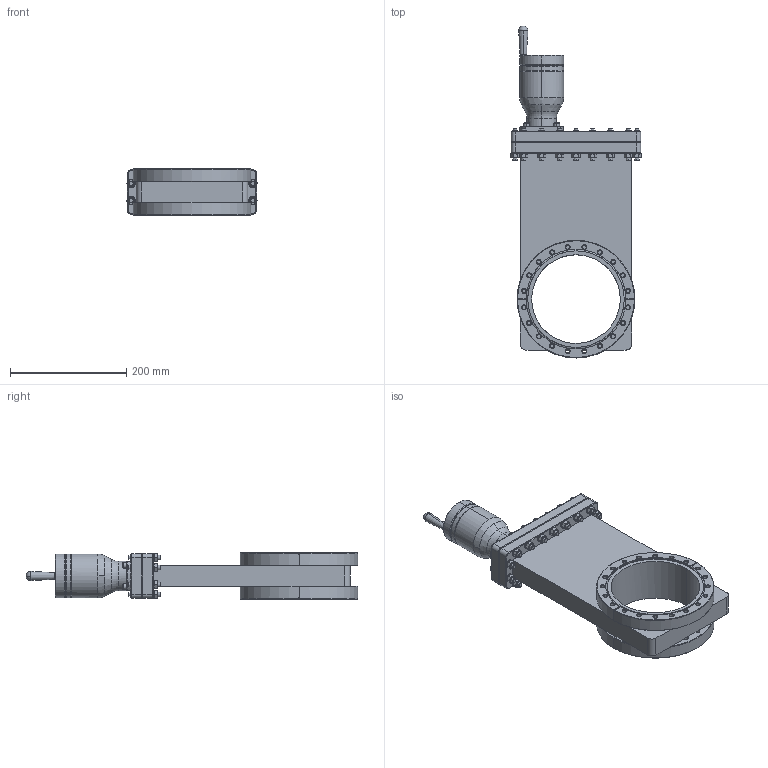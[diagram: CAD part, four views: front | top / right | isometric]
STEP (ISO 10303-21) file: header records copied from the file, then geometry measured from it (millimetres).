
FILE_DESCRIPTION (( 'STEP AP203' ), '1' );
FILE_NAME ('GVM-S10600.STEP', '2023-06-28T17:01:45', ( '' ), ( '' ), 'SwSTEP 2.0', 'SolidWorks 2020', '' );
FILE_SCHEMA (( 'CONFIG_CONTROL_DESIGN' ));
Length unit declared in the file: inch
Products named in the file (1): GVM-S10600
Bounding box: 224.01 x 571.3 x 80.39 mm (x, y, z)
Volume: 3405819 mm3; surface area: 319270.7 mm2
Topology: 1 solids, 1 shells, 1426 faces, 3501 edges, 2192 vertices
Faces by surface type: plane 782, cone 400, cylinder 238, bspline 2, sphere 2, torus 2
Entity records: 62282 total; most frequent: CARTESIAN_POINT 31724, ORIENTED_EDGE 6990, DIRECTION 4982, EDGE_CURVE 3495, VERTEX_POINT 2189, LINE 1762, VECTOR 1762, AXIS2_PLACEMENT_3D 1610
